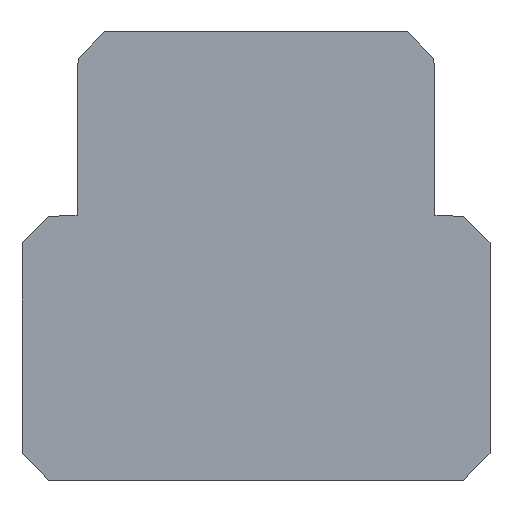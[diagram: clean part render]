
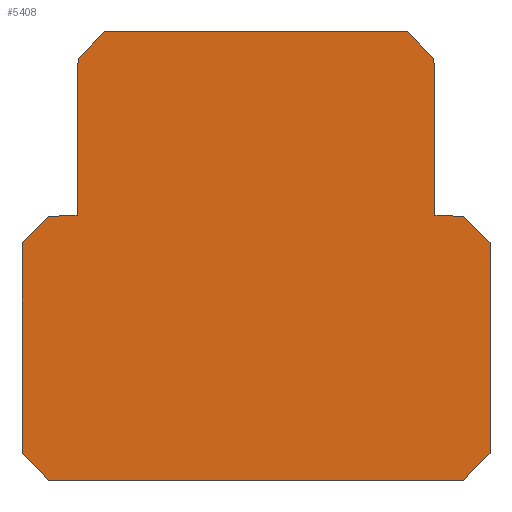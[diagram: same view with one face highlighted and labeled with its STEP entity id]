
A CAD part, top view. The second image highlights one B-rep face of the part: STEP entity #5408.
In plain terms, the highlighted planar face has unit normal (0, 0, 1).
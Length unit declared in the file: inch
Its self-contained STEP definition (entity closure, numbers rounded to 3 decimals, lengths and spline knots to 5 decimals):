
#54 = EDGE_CURVE ( 'NONE', #2076, #3074, #2074, .T. ) ;
#68 = VERTEX_POINT ( 'NONE', #2439 ) ;
#130 = CARTESIAN_POINT ( 'NONE',  ( -1.39764, -1.41732, 0.23622 ) ) ;
#167 = EDGE_CURVE ( 'NONE', #843, #68, #3165, .T. ) ;
#282 = VERTEX_POINT ( 'NONE', #5442 ) ;
#327 = LINE ( 'NONE', #2799, #3664 ) ;
#356 = AXIS2_PLACEMENT_3D ( 'NONE', #3883, #606, #1419 ) ;
#461 = LINE ( 'NONE', #1997, #2131 ) ;
#576 = DIRECTION ( 'NONE',  ( 0.006, -1., 0. ) ) ;
#606 = DIRECTION ( 'NONE',  ( 0., 0., -1. ) ) ;
#677 = CARTESIAN_POINT ( 'NONE',  ( -1.0689, 0.00591, 0.23622 ) ) ;
#696 = EDGE_CURVE ( 'NONE', #3074, #282, #1620, .T. ) ;
#697 = CARTESIAN_POINT ( 'NONE',  ( 1.39764, -1.41732, 0.23622 ) ) ;
#761 = LINE ( 'NONE', #2690, #762 ) ;
#762 = VECTOR ( 'NONE', #4095, 39.37008 ) ;
#788 = ORIENTED_EDGE ( 'NONE', *, *, #6028, .F. ) ;
#801 = DIRECTION ( 'NONE',  ( 0.707, -0.707, 0. ) ) ;
#843 = VERTEX_POINT ( 'NONE', #5562 ) ;
#852 = DIRECTION ( 'NONE',  ( 0.006, 1., 0. ) ) ;
#1061 = VECTOR ( 'NONE', #1229, 39.37008 ) ;
#1175 = LINE ( 'NONE', #1669, #1451 ) ;
#1229 = DIRECTION ( 'NONE',  ( 0.999, -0.034, 0. ) ) ;
#1364 = VECTOR ( 'NONE', #576, 39.37008 ) ;
#1372 = VERTEX_POINT ( 'NONE', #4328 ) ;
#1377 = ORIENTED_EDGE ( 'NONE', *, *, #2587, .F. ) ;
#1419 = DIRECTION ( 'NONE',  ( 0., -1., 0. ) ) ;
#1451 = VECTOR ( 'NONE', #3577, 39.37008 ) ;
#1458 = ORIENTED_EDGE ( 'NONE', *, *, #3131, .F. ) ;
#1477 = ORIENTED_EDGE ( 'NONE', *, *, #4493, .F. ) ;
#1620 = LINE ( 'NONE', #3528, #3061 ) ;
#1635 = VECTOR ( 'NONE', #5747, 39.37008 ) ;
#1654 = LINE ( 'NONE', #6024, #1840 ) ;
#1669 = CARTESIAN_POINT ( 'NONE',  ( -1.24016, 0., 0.23622 ) ) ;
#1840 = VECTOR ( 'NONE', #852, 39.37008 ) ;
#1843 = LINE ( 'NONE', #3251, #2753 ) ;
#1883 = LINE ( 'NONE', #2380, #1635 ) ;
#1980 = EDGE_CURVE ( 'NONE', #3684, #4726, #1175, .T. ) ;
#1997 = CARTESIAN_POINT ( 'NONE',  ( -1.39764, -0.15748, 0.23622 ) ) ;
#2030 = CARTESIAN_POINT ( 'NONE',  ( 1.39764, -1.41732, 0.23622 ) ) ;
#2040 = FACE_OUTER_BOUND ( 'NONE', #2662, .T. ) ;
#2074 = LINE ( 'NONE', #5411, #2752 ) ;
#2076 = VERTEX_POINT ( 'NONE', #5304 ) ;
#2131 = VECTOR ( 'NONE', #3728, 39.37008 ) ;
#2326 = LINE ( 'NONE', #5177, #6038 ) ;
#2380 = CARTESIAN_POINT ( 'NONE',  ( -1.39764, -1.41732, 0.23622 ) ) ;
#2439 = CARTESIAN_POINT ( 'NONE',  ( 1.24016, 0., 0.23622 ) ) ;
#2587 = EDGE_CURVE ( 'NONE', #2595, #843, #2875, .T. ) ;
#2589 = DIRECTION ( 'NONE',  ( -0.707, -0.707, 0. ) ) ;
#2595 = VERTEX_POINT ( 'NONE', #4768 ) ;
#2640 = ORIENTED_EDGE ( 'NONE', *, *, #2821, .F. ) ;
#2662 = EDGE_LOOP ( 'NONE', ( #1477, #788, #3674, #5108, #1377, #2640, #4523, #3899, #2869, #2823, #2981, #5947, #3900, #1458 ) ) ;
#2690 = CARTESIAN_POINT ( 'NONE',  ( 1.39764, -0.15748, 0.23622 ) ) ;
#2752 = VECTOR ( 'NONE', #4855, 39.37008 ) ;
#2753 = VECTOR ( 'NONE', #801, 39.37008 ) ;
#2799 = CARTESIAN_POINT ( 'NONE',  ( 1.24016, 0., 0.23622 ) ) ;
#2821 = EDGE_CURVE ( 'NONE', #282, #2595, #1843, .T. ) ;
#2823 = ORIENTED_EDGE ( 'NONE', *, *, #1980, .F. ) ;
#2869 = ORIENTED_EDGE ( 'NONE', *, *, #5986, .F. ) ;
#2875 = LINE ( 'NONE', #5753, #1364 ) ;
#2981 = ORIENTED_EDGE ( 'NONE', *, *, #3829, .F. ) ;
#2993 = VERTEX_POINT ( 'NONE', #3593 ) ;
#3061 = VECTOR ( 'NONE', #5435, 39.37008 ) ;
#3074 = VERTEX_POINT ( 'NONE', #4026 ) ;
#3131 = EDGE_CURVE ( 'NONE', #5852, #1372, #5586, .T. ) ;
#3165 = LINE ( 'NONE', #5507, #1061 ) ;
#3174 = EDGE_CURVE ( 'NONE', #68, #3994, #327, .T. ) ;
#3251 = CARTESIAN_POINT ( 'NONE',  ( 0.90551, 1.10236, 0.23622 ) ) ;
#3305 = DIRECTION ( 'NONE',  ( 0.707, -0.707, 0. ) ) ;
#3383 = CARTESIAN_POINT ( 'NONE',  ( -1.24016, 0., 0.23622 ) ) ;
#3528 = CARTESIAN_POINT ( 'NONE',  ( -0.90551, 1.10236, 0.23622 ) ) ;
#3544 = EDGE_CURVE ( 'NONE', #1372, #3715, #2326, .T. ) ;
#3577 = DIRECTION ( 'NONE',  ( 0.999, 0.034, 0. ) ) ;
#3593 = CARTESIAN_POINT ( 'NONE',  ( -1.39764, -0.15748, 0.23622 ) ) ;
#3652 = DIRECTION ( 'NONE',  ( -1., 0., 0. ) ) ;
#3664 = VECTOR ( 'NONE', #3305, 39.37008 ) ;
#3674 = ORIENTED_EDGE ( 'NONE', *, *, #3174, .F. ) ;
#3684 = VERTEX_POINT ( 'NONE', #3383 ) ;
#3715 = VERTEX_POINT ( 'NONE', #130 ) ;
#3728 = DIRECTION ( 'NONE',  ( 0.707, 0.707, 0. ) ) ;
#3829 = EDGE_CURVE ( 'NONE', #2993, #3684, #461, .T. ) ;
#3883 = CARTESIAN_POINT ( 'NONE',  ( 0., 0., 0.23622 ) ) ;
#3899 = ORIENTED_EDGE ( 'NONE', *, *, #54, .F. ) ;
#3900 = ORIENTED_EDGE ( 'NONE', *, *, #3544, .F. ) ;
#3994 = VERTEX_POINT ( 'NONE', #5283 ) ;
#4026 = CARTESIAN_POINT ( 'NONE',  ( -0.90551, 1.10236, 0.23622 ) ) ;
#4068 = CARTESIAN_POINT ( 'NONE',  ( 1.24016, -1.5748, 0.23622 ) ) ;
#4095 = DIRECTION ( 'NONE',  ( 0., -1., 0. ) ) ;
#4119 = CARTESIAN_POINT ( 'NONE',  ( 1.24016, -1.5748, 0.23622 ) ) ;
#4328 = CARTESIAN_POINT ( 'NONE',  ( -1.24016, -1.5748, 0.23622 ) ) ;
#4493 = EDGE_CURVE ( 'NONE', #5843, #5852, #5303, .T. ) ;
#4523 = ORIENTED_EDGE ( 'NONE', *, *, #696, .F. ) ;
#4618 = DIRECTION ( 'NONE',  ( -0.707, 0.707, 0. ) ) ;
#4726 = VERTEX_POINT ( 'NONE', #677 ) ;
#4768 = CARTESIAN_POINT ( 'NONE',  ( 1.06299, 0.94488, 0.23622 ) ) ;
#4855 = DIRECTION ( 'NONE',  ( 0.707, 0.707, 0. ) ) ;
#4888 = PLANE ( 'NONE',  #356 ) ;
#5108 = ORIENTED_EDGE ( 'NONE', *, *, #167, .F. ) ;
#5177 = CARTESIAN_POINT ( 'NONE',  ( -1.24016, -1.5748, 0.23622 ) ) ;
#5283 = CARTESIAN_POINT ( 'NONE',  ( 1.39764, -0.15748, 0.23622 ) ) ;
#5303 = LINE ( 'NONE', #697, #5709 ) ;
#5304 = CARTESIAN_POINT ( 'NONE',  ( -1.06299, 0.94488, 0.23622 ) ) ;
#5357 = VECTOR ( 'NONE', #3652, 39.37008 ) ;
#5408 = ADVANCED_FACE ( 'NONE', ( #2040 ), #4888, .F. ) ;
#5411 = CARTESIAN_POINT ( 'NONE',  ( -1.06299, 0.94488, 0.23622 ) ) ;
#5435 = DIRECTION ( 'NONE',  ( 1., 0., 0. ) ) ;
#5442 = CARTESIAN_POINT ( 'NONE',  ( 0.90551, 1.10236, 0.23622 ) ) ;
#5507 = CARTESIAN_POINT ( 'NONE',  ( 1.0689, 0.00591, 0.23622 ) ) ;
#5562 = CARTESIAN_POINT ( 'NONE',  ( 1.0689, 0.00591, 0.23622 ) ) ;
#5586 = LINE ( 'NONE', #4119, #5357 ) ;
#5696 = EDGE_CURVE ( 'NONE', #3715, #2993, #1883, .T. ) ;
#5709 = VECTOR ( 'NONE', #2589, 39.37008 ) ;
#5747 = DIRECTION ( 'NONE',  ( 0., 1., 0. ) ) ;
#5753 = CARTESIAN_POINT ( 'NONE',  ( 1.0689, 0.00591, 0.23622 ) ) ;
#5843 = VERTEX_POINT ( 'NONE', #2030 ) ;
#5852 = VERTEX_POINT ( 'NONE', #4068 ) ;
#5947 = ORIENTED_EDGE ( 'NONE', *, *, #5696, .F. ) ;
#5986 = EDGE_CURVE ( 'NONE', #4726, #2076, #1654, .T. ) ;
#6024 = CARTESIAN_POINT ( 'NONE',  ( -1.0689, 0.00591, 0.23622 ) ) ;
#6028 = EDGE_CURVE ( 'NONE', #3994, #5843, #761, .T. ) ;
#6038 = VECTOR ( 'NONE', #4618, 39.37008 ) ;
